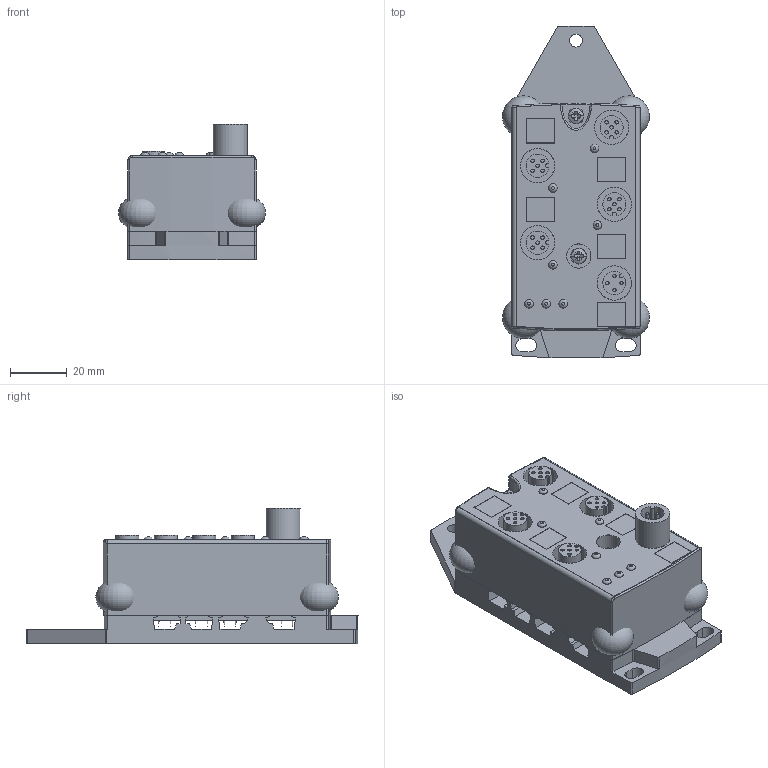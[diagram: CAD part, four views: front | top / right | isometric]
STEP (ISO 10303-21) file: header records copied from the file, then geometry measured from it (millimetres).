
FILE_DESCRIPTION(/* description */ ('Alibre Inc.'),/* implementation_level */ '2;1');
FILE_NAME(/* name */ 'export-0EB60925-3D52-4CF4-9E91-D9FA137C7548',/* time_stamp */ '2018-12-10T14:44:06+01:00',/* author */ (''),/* organization */ (''),/* preprocessor_version */ 'ST-DEVELOPER v17',/* originating_system */ 'Alibre',/* authorisation */ '');
FILE_SCHEMA (('AUTOMOTIVE_DESIGN'));
Length unit declared in the file: centimetre
Products named in the file (10): BENE INOX | 210216-3X30
Bounding box: 51.62 x 116.63 x 47.5 mm (x, y, z)
Volume: 137179 mm3; surface area: 48270.4 mm2
Topology: 26 solids, 28 shells, 733 faces, 1872 edges, 1227 vertices
Faces by surface type: plane 365, cylinder 254, cone 60, torus 39, bspline 8, sphere 6, extrusion 1
Full cylindrical faces by diameter (mm): 1.2 x24, 2 x1, 2.009 x1, 3 x18, 3.02 x7, 3.5 x4, 4.5 x2, 5 x1, 5.5 x1, 6 x5, 8.5 x2, 12 x6, 12.02 x5
Entity records: 14540 total; most frequent: CARTESIAN_POINT 3885, ORIENTED_EDGE 2068, DIRECTION 1943, EDGE_CURVE 1034, AXIS2_PLACEMENT_3D 796, VERTEX_POINT 734, FACE_BOUND 634, EDGE_LOOP 618
